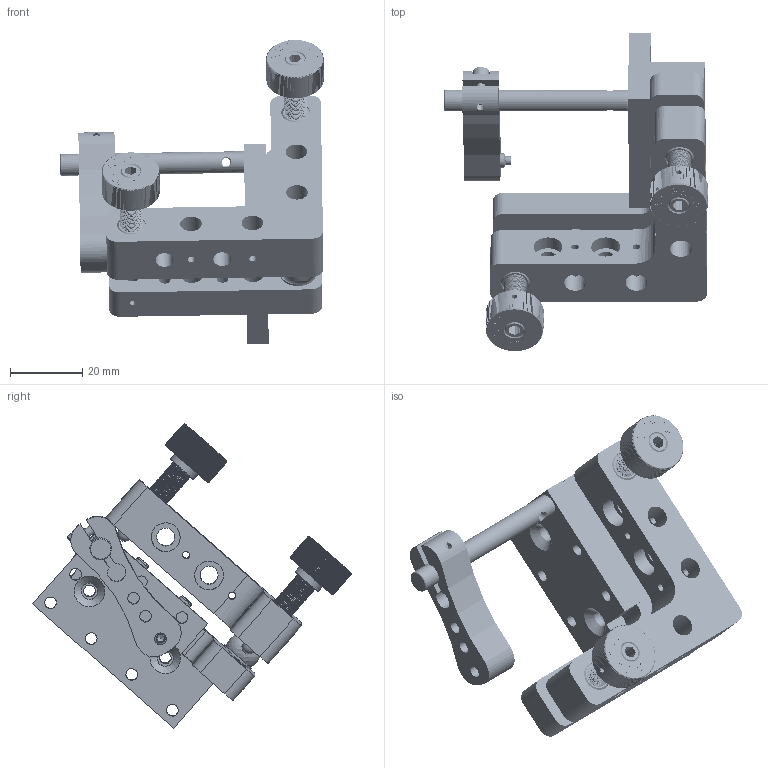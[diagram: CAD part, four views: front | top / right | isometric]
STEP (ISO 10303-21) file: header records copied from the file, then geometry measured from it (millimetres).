
FILE_DESCRIPTION(/* description */ (''),/* implementation_level */ '2;1');
FILE_NAME(/* name */ '01_MMR-VA.stp',/* time_stamp */ '2024-09-03T15:11:05+03:00',/* author */ ('asidnin'),/* organization */ (''),/* preprocessor_version */ 'ST-DEVELOPER v18',/* originating_system */ 'Autodesk Inventor 2020',/* authorisation */ '');
FILE_SCHEMA (('AUTOMOTIVE_DESIGN { 1 0 10303 214 3 1 1 }'));
Products named in the file (17): Держатель призм 
РМ50; 60x60_base; 60x60 держатель призм 
holder; конусная пятка 
d10; Шарик_10; DIN 912 - M4 x 16; 60x60 держатель призм 
опора; 60x60 держатель призм 
площадка; 60x60 держатель призм 
стерженьt; 60x60 держатель призм 
рука; DIN 913 - M4 x 5 -  капрон; DIN 913 - M4 x 5; DIN 912 - M2,5 x 8; FAS-B34; Втулка М6х0.
25; Ручка винта 
М6; Винт китай 
М6х32-02
Assembly tree (19 placements, depth 3):
  Держатель призм 
РМ50
    60x60_base
    60x60 держатель призм 
holder
    конусная пятка 
d10  x2
    Шарик_10
    DIN 912 - M4 x 16  x2
    60x60 держатель призм 
опора
    60x60 держатель призм 
площадка
    60x60 держатель призм 
стерженьt
    60x60 держатель призм 
рука
    DIN 913 - M4 x 5 -  капрон
    DIN 913 - M4 x 5
    DIN 912 - M2,5 x 8
    FAS-B34  x2
      Втулка М6х0.
25
      Ручка винта 
М6
      Винт китай 
М6х32-02
Bounding box: 73.17 x 88.26 x 84.27 mm (x, y, z)
Volume: 50965.2 mm3; surface area: 35055.1 mm2
Topology: 22 solids, 22 shells, 1920 faces, 5612 edges, 3760 vertices
Faces by surface type: plane 1134, cylinder 604, bspline 128, cone 45, torus 6, sphere 3
Full cylindrical faces by diameter (mm): 1.5 x1, 1.567 x4, 2.013 x1, 2.05 x8, 2.3 x1, 2.4 x2, 2.5 x1, 2.8 x1, 3.1 x2, 3.2 x4, 3.242 x13, 3.5 x1, 4 x5, 4.5 x5, 5 x8, 5.459 x2, 6 x231, 7 x2, 8 x10, 8.5 x2, 9 x4, 10 x4
Entity records: 48677 total; most frequent: CARTESIAN_POINT 20015, ORIENTED_EDGE 6266, DIRECTION 5206, EDGE_CURVE 3133, VERTEX_POINT 2113, LINE 1824, VECTOR 1824, AXIS2_PLACEMENT_3D 1691
